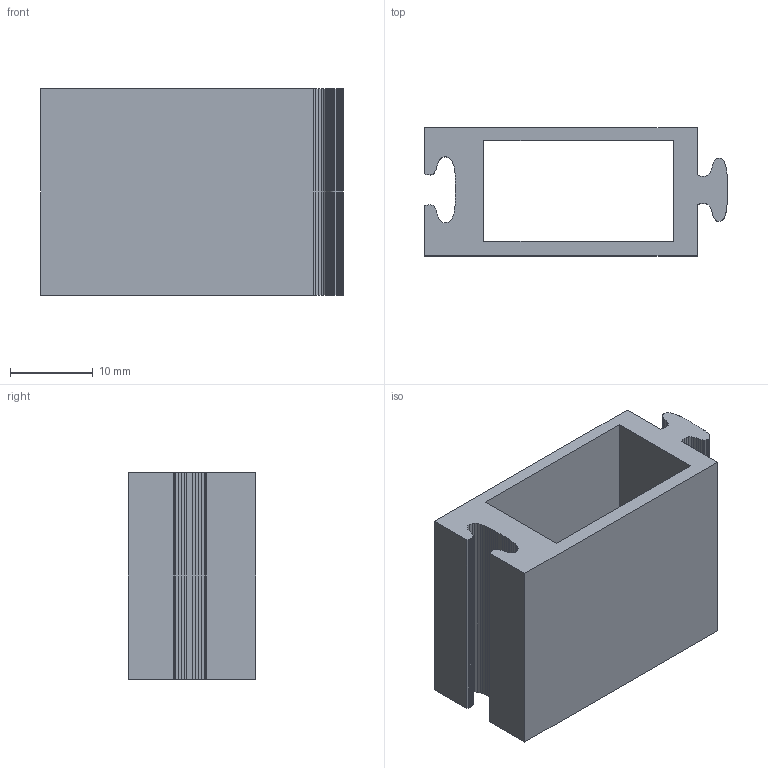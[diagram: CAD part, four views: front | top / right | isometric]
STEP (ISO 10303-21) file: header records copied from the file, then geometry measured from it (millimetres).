
FILE_DESCRIPTION(/* description */ ('STEP AP242','CAx-IF Rec.Pracs.---Representation and Presentation of Product Manufacturing Information (PMI)---4.0---2014-10-13','CAx-IF Rec.Pracs.---3D Tessellated Geometry---0.4---2014-09-14','2;1'),/* implementation_level */ '2;1');
FILE_NAME(/* name */ '620cf30499907903d85eb461',/* time_stamp */ '2022-02-16T12:50:13+00:00',/* author */ (''),/* organization */ (''),/* preprocessor_version */ 'ST-DEVELOPER v18.101',/* originating_system */ ' ',/* authorisation */ ' ');
FILE_SCHEMA (('AP242_MANAGED_MODEL_BASED_3D_ENGINEERING_MIM_LF { 1 0 10303 442 1 1 4 }'));
Length unit declared in the file: metre
Products named in the file (1): toolBox_13_LargePliers
Bounding box: 36.67 x 15.5 x 25 mm (x, y, z)
Volume: 5675.2 mm3; surface area: 5280.5 mm2
Topology: 1 solids, 1 shells, 156 faces, 462 edges, 308 vertices
Faces by surface type: plane 156
Entity records: 5132 total; most frequent: CARTESIAN_POINT 927, ORIENTED_EDGE 924, DIRECTION 776, EDGE_CURVE 462, LINE 462, VECTOR 462, VERTEX_POINT 308, EDGE_LOOP 158
